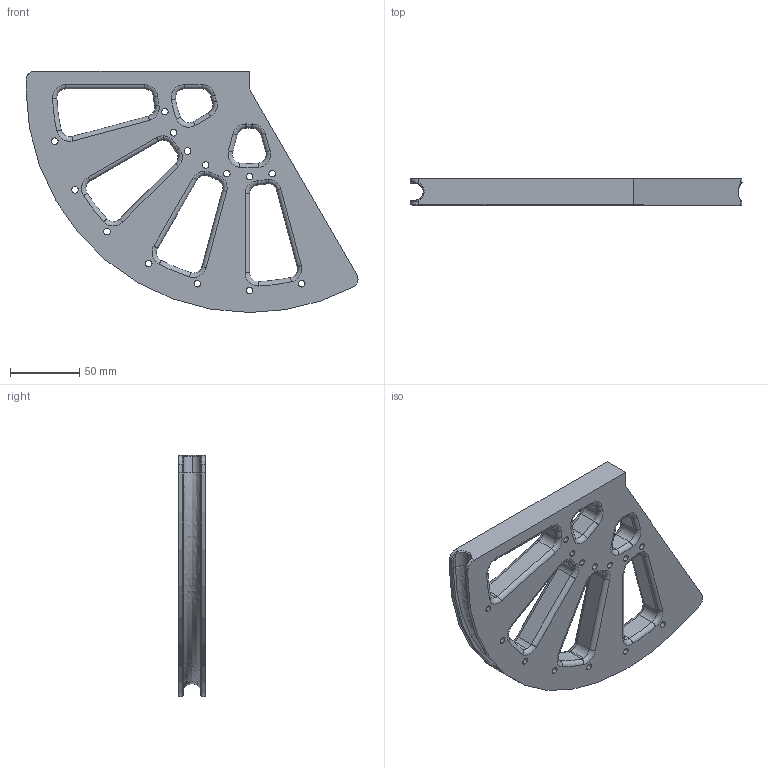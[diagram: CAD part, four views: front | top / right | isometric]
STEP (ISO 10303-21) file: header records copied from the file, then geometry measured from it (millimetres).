
FILE_DESCRIPTION (( 'STEP AP214' ), '1' );
FILE_NAME ('RIB_JIG_RA.STEP', '2026-02-27T19:22:35', ( '' ), ( '' ), 'SwSTEP 2.0', 'SolidWorks 2025', '' );
FILE_SCHEMA (( 'AUTOMOTIVE_DESIGN' ));
Length unit declared in the file: inch
Products named in the file (1): RIB_JIG_RA
Bounding box: 240.5 x 19.05 x 174.62 mm (x, y, z)
Volume: 354818.5 mm3; surface area: 77199.3 mm2
Topology: 1 solids, 1 shells, 226 faces, 552 edges, 328 vertices
Faces by surface type: cylinder 106, torus 91, plane 23, bspline 6
Entity records: 7228 total; most frequent: CARTESIAN_POINT 1561, DIRECTION 1361, ORIENTED_EDGE 1104, AXIS2_PLACEMENT_3D 600, EDGE_CURVE 552, CIRCLE 379, VERTEX_POINT 328, EDGE_LOOP 266
